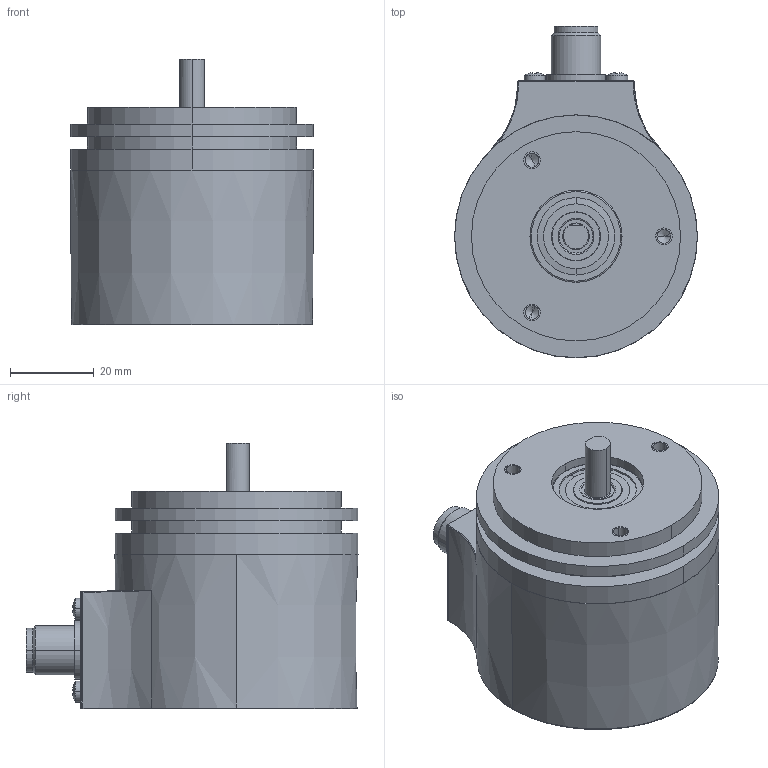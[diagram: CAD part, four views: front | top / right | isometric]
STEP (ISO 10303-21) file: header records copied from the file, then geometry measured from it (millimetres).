
FILE_DESCRIPTION((''),'2;1');
FILE_NAME('ES58_01_ASM','2014-09-11T',('lika51'),(''),'PRO/ENGINEER BY PARAMETRIC TECHNOLOGY CORPORATION, 2010180','PRO/ENGINEER BY PARAMETRIC TECHNOLOGY CORPORATION, 2010180','');
FILE_SCHEMA(('CONFIG_CONTROL_DESIGN'));
Length unit declared in the file: millimetre
Products named in the file (1): ES58_01_ASM
Bounding box: 58.08 x 79.34 x 63.5 mm (x, y, z)
Volume: 59564.3 mm3; surface area: 39479.1 mm2
Topology: 22 solids, 42 shells, 1540 faces, 4783 edges, 2949 vertices
Faces by surface type: plane 1004, cylinder 256, cone 143, torus 67, sphere 44, bspline 26
Entity records: 54362 total; most frequent: CARTESIAN_POINT 11892, ORIENTED_EDGE 9362, DIRECTION 8550, EDGE_CURVE 4699, VERTEX_POINT 2949, VECTOR 2924, LINE 2924, AXIS2_PLACEMENT_3D 2813
